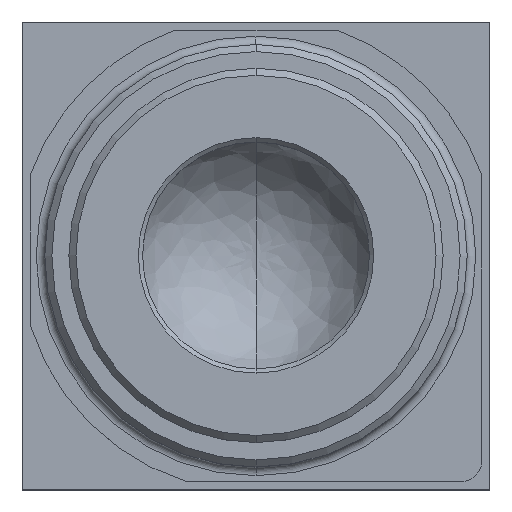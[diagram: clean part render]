
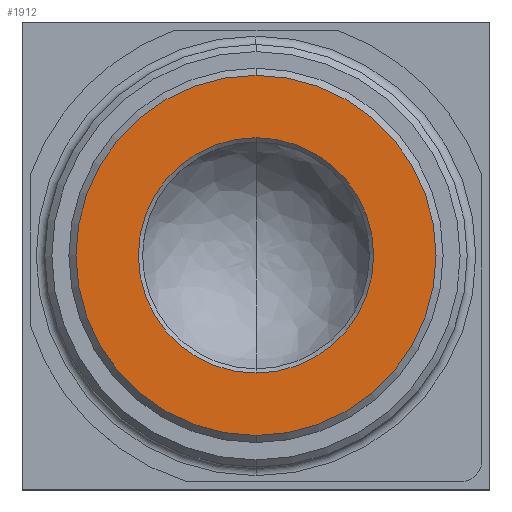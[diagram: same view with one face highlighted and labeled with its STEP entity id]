
A CAD part, top view. The second image highlights one B-rep face of the part: STEP entity #1912.
In plain terms, the highlighted planar face has unit normal (0, 0, 1).
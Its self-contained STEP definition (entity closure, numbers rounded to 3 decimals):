
#3=CARTESIAN_POINT('',(0.,0.,0.));
#4=DIRECTION('',(0.,0.,1.));
#5=DIRECTION('',(0.,1.,0.));
#6=AXIS2_PLACEMENT_3D('',#3,#4,#5);
#8=CARTESIAN_POINT('',(0.,0.,0.));
#9=DIRECTION('',(0.,0.,-1.));
#10=DIRECTION('',(0.,1.,0.));
#11=AXIS2_PLACEMENT_3D('',#8,#9,#10);
#1429=CARTESIAN_POINT('',(0.,0.,0.));
#1430=DIRECTION('',(0.,0.,-1.));
#1431=DIRECTION('',(0.,1.,0.));
#1432=AXIS2_PLACEMENT_3D('',#1429,#1430,#1431);
#1438=CARTESIAN_POINT('',(0.,0.,0.));
#1439=DIRECTION('',(0.,0.,1.));
#1440=DIRECTION('',(0.,1.,0.));
#1441=AXIS2_PLACEMENT_3D('',#1438,#1439,#1440);
#1481=CARTESIAN_POINT('',(0.,0.83,0.));
#1483=VERTEX_POINT('',#1481);
#1505=CARTESIAN_POINT('',(0.,1.27,0.));
#1506=VERTEX_POINT('',#1505);
#1507=CARTESIAN_POINT('',(0.,-0.83,0.));
#1509=VERTEX_POINT('',#1507);
#1531=CARTESIAN_POINT('',(0.,-1.27,0.));
#1532=VERTEX_POINT('',#1531);
#1895=CARTESIAN_POINT('',(0.,0.,0.));
#1896=DIRECTION('',(0.,0.,1.));
#1897=DIRECTION('',(0.,1.,0.));
#1898=AXIS2_PLACEMENT_3D('',#1895,#1896,#1897);
#1899=PLANE('',#1898);
#1901=ORIENTED_EDGE('',*,*,#1900,.F.);
#1903=ORIENTED_EDGE('',*,*,#1902,.T.);
#1904=EDGE_LOOP('',(#1901,#1903));
#1905=FACE_OUTER_BOUND('',#1904,.F.);
#1907=ORIENTED_EDGE('',*,*,#1906,.F.);
#1909=ORIENTED_EDGE('',*,*,#1908,.T.);
#1910=EDGE_LOOP('',(#1907,#1909));
#1911=FACE_BOUND('',#1910,.F.);
#7=CIRCLE('',#6,1.27);
#12=CIRCLE('',#11,1.27);
#1433=CIRCLE('',#1432,0.83);
#1442=CIRCLE('',#1441,0.83);
#1900=EDGE_CURVE('',#1506,#1532,#7,.T.);
#1902=EDGE_CURVE('',#1506,#1532,#12,.T.);
#1906=EDGE_CURVE('',#1483,#1509,#1433,.T.);
#1908=EDGE_CURVE('',#1483,#1509,#1442,.T.);
#1912=ADVANCED_FACE('',(#1905,#1911),#1899,.T.);
